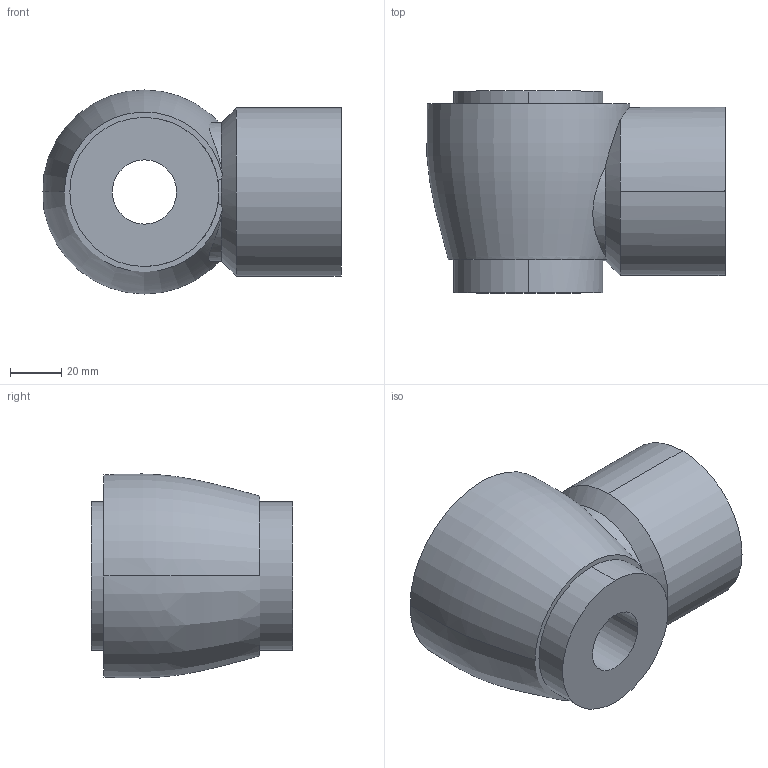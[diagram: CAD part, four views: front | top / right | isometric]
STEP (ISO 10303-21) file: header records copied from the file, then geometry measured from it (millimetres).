
FILE_DESCRIPTION((''),'2;1');
FILE_NAME('GREPC1BDNVPG_11','2022-05-11T18:52:45',('beth0005'),(''),'CREO PARAMETRIC BY PTC INC, 2020454','CREO PARAMETRIC BY PTC INC, 2020454','');
FILE_SCHEMA(('CONFIG_CONTROL_DESIGN'));
Length unit declared in the file: millimetre
Products named in the file (1): GREPC1BDNVPG_11
Bounding box: 115.95 x 78.5 x 79.37 mm (x, y, z)
Volume: 403520.2 mm3; surface area: 42349.5 mm2
Topology: 1 solids, 1 shells, 81 faces, 226 edges, 154 vertices
Faces by surface type: plane 48, cylinder 16, extrusion 13, revolution 2, cone 2
Entity records: 2979 total; most frequent: CARTESIAN_POINT 916, ORIENTED_EDGE 452, DIRECTION 356, EDGE_CURVE 226, VERTEX_POINT 154, VECTOR 134, LINE 121, AXIS2_PLACEMENT_3D 110
